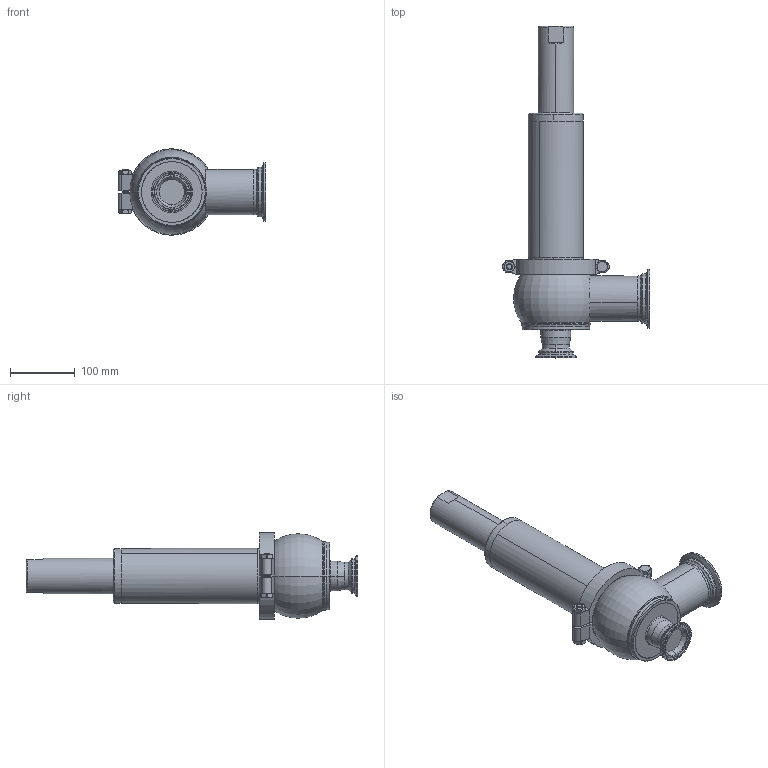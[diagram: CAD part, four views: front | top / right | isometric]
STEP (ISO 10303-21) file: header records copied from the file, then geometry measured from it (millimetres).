
FILE_DESCRIPTION (( 'STEP AP214' ), '1' );
FILE_NAME ('88-2.STEP', '2024-04-16T14:26:41', ( '' ), ( '' ), 'SwSTEP 2.0', 'SolidWorks 2022', '' );
FILE_SCHEMA (( 'AUTOMOTIVE_DESIGN' ));
Length unit declared in the file: inch
Products named in the file (1): 88-2
Bounding box: 227.15 x 511.67 x 133.2 mm (x, y, z)
Volume: 3271115.8 mm3; surface area: 223101 mm2
Topology: 2 solids, 2 shells, 334 faces, 809 edges, 500 vertices
Faces by surface type: cylinder 124, cone 87, plane 72, torus 51
Entity records: 15465 total; most frequent: CARTESIAN_POINT 3354, DIRECTION 1677, ORIENTED_EDGE 1618, EDGE_CURVE 809, AXIS2_PLACEMENT_3D 714, VERTEX_POINT 500, CIRCLE 379, EDGE_LOOP 357
